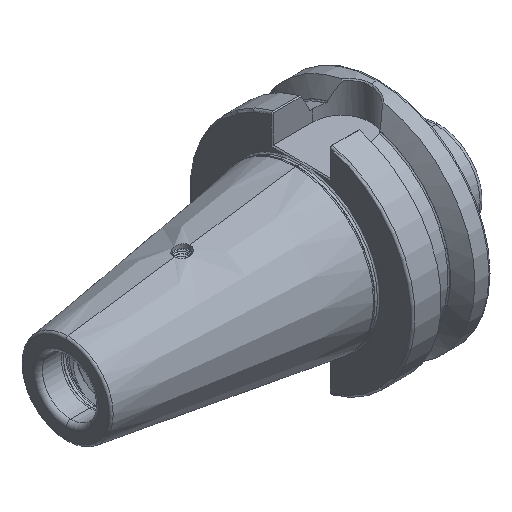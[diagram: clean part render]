
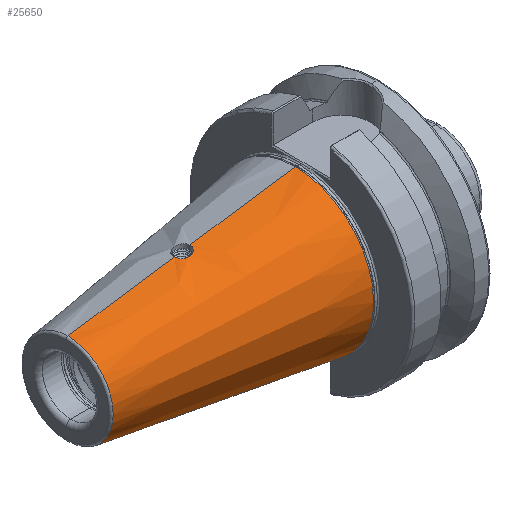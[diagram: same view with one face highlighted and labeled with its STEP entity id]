
A CAD part, isometric view. The second image highlights one B-rep face of the part: STEP entity #25650.
In plain terms, the highlighted conical face has half-angle 8.297 degrees and reference radius 34.998 mm.
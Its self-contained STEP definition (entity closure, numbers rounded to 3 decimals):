
#729 = CARTESIAN_POINT ( 'NONE',  ( -55.297, -2.65, 27.17 ) ) ;
#756 = CARTESIAN_POINT ( 'NONE',  ( -55.116, -2.798, 27.182 ) ) ;
#902 = CARTESIAN_POINT ( 'NONE',  ( -56.5, -0.464, 27.123 ) ) ;
#904 = CARTESIAN_POINT ( 'NONE',  ( -56.408, -0.921, 27.124 ) ) ;
#920 = CARTESIAN_POINT ( 'NONE',  ( -56.051, -1.776, 27.134 ) ) ;
#922 = CARTESIAN_POINT ( 'NONE',  ( -55.787, -2.167, 27.143 ) ) ;
#925 = CARTESIAN_POINT ( 'NONE',  ( -56.5, 0., 27.123 ) ) ;
#1013 = CARTESIAN_POINT ( 'NONE',  ( -54.104, -3.329, 27.27 ) ) ;
#1014 = CARTESIAN_POINT ( 'NONE',  ( -51.437, -3.14, 27.684 ) ) ;
#1015 = CARTESIAN_POINT ( 'NONE',  ( -50.863, -2.781, 27.807 ) ) ;
#1016 = CARTESIAN_POINT ( 'NONE',  ( -49.965, -1.759, 28.021 ) ) ;
#1017 = CARTESIAN_POINT ( 'NONE',  ( -49.5, 0., 28.144 ) ) ;
#1019 = CARTESIAN_POINT ( 'NONE',  ( -49.613, -0.914, 28.113 ) ) ;
#1021 = CARTESIAN_POINT ( 'NONE',  ( -53.205, -3.501, 27.38 ) ) ;
#1023 = CARTESIAN_POINT ( 'NONE',  ( -54.731, -3.051, 27.211 ) ) ;
#1025 = CARTESIAN_POINT ( 'NONE',  ( -52.519, -3.474, 27.485 ) ) ;
#1026 = CARTESIAN_POINT ( 'NONE',  ( -54.529, -3.157, 27.228 ) ) ;
#1027 = CARTESIAN_POINT ( 'NONE',  ( -53.88, -3.395, 27.295 ) ) ;
#1029 = CARTESIAN_POINT ( 'NONE',  ( -51.238, -3.033, 27.725 ) ) ;
#1034 = CARTESIAN_POINT ( 'NONE',  ( -53.432, -3.481, 27.35 ) ) ;
#1044 = CARTESIAN_POINT ( 'NONE',  ( -52.746, -3.498, 27.448 ) ) ;
#1045 = CARTESIAN_POINT ( 'NONE',  ( -49.522, -0.459, 28.138 ) ) ;
#1046 = CARTESIAN_POINT ( 'NONE',  ( -49.5, -0.229, 28.144 ) ) ;
#1051 = CARTESIAN_POINT ( 'NONE',  ( -50.684, -2.634, 27.847 ) ) ;
#1053 = CARTESIAN_POINT ( 'NONE',  ( -52.076, -3.383, 27.561 ) ) ;
#1054 = CARTESIAN_POINT ( 'NONE',  ( -51.857, -3.316, 27.602 ) ) ;
#1055 = CARTESIAN_POINT ( 'NONE',  ( -49.681, -1.133, 28.095 ) ) ;
#1056 = CARTESIAN_POINT ( 'NONE',  ( -49.856, -1.554, 28.05 ) ) ;
#1059 = CARTESIAN_POINT ( 'NONE',  ( -50.364, -2.313, 27.923 ) ) ;
#1062 = CARTESIAN_POINT ( 'NONE',  ( -50.22, -2.138, 27.958 ) ) ;
#1669 = DIRECTION ( 'NONE',  ( 0.99, 0., -0.144 ) ) ;
#1713 = CARTESIAN_POINT ( 'NONE',  ( -2.5, 0., -34.998 ) ) ;
#2275 = DIRECTION ( 'NONE',  ( 0.99, 0., 0.144 ) ) ;
#2288 = CARTESIAN_POINT ( 'NONE',  ( -2.5, 0., 34.998 ) ) ;
#3513 = CARTESIAN_POINT ( 'NONE',  ( -2.5, 0., 0. ) ) ;
#3515 = DIRECTION ( 'NONE',  ( 1., 0., 0. ) ) ;
#3517 = DIRECTION ( 'NONE',  ( 0., 0., -1. ) ) ;
#3779 = VECTOR ( 'NONE', #16963, 1000. ) ;
#3790 = LINE ( 'NONE', #16951, #3779 ) ;
#3875 = LINE ( 'NONE', #2288, #3908 ) ;
#3885 = LINE ( 'NONE', #1713, #3895 ) ;
#3895 = VECTOR ( 'NONE', #1669, 1000. ) ;
#3908 = VECTOR ( 'NONE', #2275, 1000. ) ;
#4331 = CONICAL_SURFACE ( 'NONE', #26275, 34.998, 0.145 ) ;
#4335 = FACE_OUTER_BOUND ( 'NONE', #32563, .T. ) ;
#4413 = B_SPLINE_CURVE_WITH_KNOTS ( 'NONE', 3,
 ( #925, #902, #904, #920, #922, #729, #756, #1023, #1026, #1013, #1027, #1034, #1021, #1044, #1025, #1053, #1054, #1014, #1029, #1015, #1051, #1059, #1062, #1016, #1056, #1055, #1019, #1045, #1046, #1017 ),
 .UNSPECIFIED., .F., .F.,
 ( 4, 2, 2, 2, 2, 2, 2, 2, 2, 2, 2, 2, 2, 2, 4 ),
 ( 0.02, 0.021, 0.023, 0.023, 0.024, 0.025, 0.025, 0.026, 0.027, 0.028, 0.028, 0.029, 0.03, 0.03, 0.031 ),
 .UNSPECIFIED. ) ;
#6852 = EDGE_CURVE ( 'NONE', #19777, #19832, #4413, .T. ) ;
#13883 = AXIS2_PLACEMENT_3D ( 'NONE', #29669, #29646, #29648 ) ;
#13895 = AXIS2_PLACEMENT_3D ( 'NONE', #29854, #29931, #29850 ) ;
#14132 = CIRCLE ( 'NONE', #13883, 34.998 ) ;
#14147 = CIRCLE ( 'NONE', #13895, 20.204 ) ;
#16951 = CARTESIAN_POINT ( 'NONE',  ( -2.5, 0., 34.998 ) ) ;
#16963 = DIRECTION ( 'NONE',  ( 0.99, 0., 0.144 ) ) ;
#19454 = VERTEX_POINT ( 'NONE', #20493 ) ;
#19493 = VERTEX_POINT ( 'NONE', #20550 ) ;
#19510 = VERTEX_POINT ( 'NONE', #20539 ) ;
#19556 = VERTEX_POINT ( 'NONE', #20229 ) ;
#19777 = VERTEX_POINT ( 'NONE', #20307 ) ;
#19832 = VERTEX_POINT ( 'NONE', #20404 ) ;
#20229 = CARTESIAN_POINT ( 'NONE',  ( -2.5, 0., -34.998 ) ) ;
#20307 = CARTESIAN_POINT ( 'NONE',  ( -56.5, 0., 27.123 ) ) ;
#20404 = CARTESIAN_POINT ( 'NONE',  ( -49.5, 0., 28.144 ) ) ;
#20493 = CARTESIAN_POINT ( 'NONE',  ( -103.944, 0., 20.204 ) ) ;
#20539 = CARTESIAN_POINT ( 'NONE',  ( -103.944, 0., -20.204 ) ) ;
#20550 = CARTESIAN_POINT ( 'NONE',  ( -2.5, 0., 34.998 ) ) ;
#25650 = ADVANCED_FACE ( 'NONE', ( #4335 ), #4331, .T. ) ;
#26275 = AXIS2_PLACEMENT_3D ( 'NONE', #3513, #3515, #3517 ) ;
#26650 = EDGE_CURVE ( 'NONE', #19454, #19777, #3790, .T. ) ;
#26760 = EDGE_CURVE ( 'NONE', #19510, #19556, #3885, .T. ) ;
#26823 = EDGE_CURVE ( 'NONE', #19832, #19493, #3875, .T. ) ;
#28816 = EDGE_CURVE ( 'NONE', #19556, #19493, #14132, .T. ) ;
#28840 = EDGE_CURVE ( 'NONE', #19510, #19454, #14147, .T. ) ;
#29646 = DIRECTION ( 'NONE',  ( -1., 0., 0. ) ) ;
#29648 = DIRECTION ( 'NONE',  ( 0., 0., 1. ) ) ;
#29669 = CARTESIAN_POINT ( 'NONE',  ( -2.5, 0., 0. ) ) ;
#29850 = DIRECTION ( 'NONE',  ( 0., 0., 1. ) ) ;
#29854 = CARTESIAN_POINT ( 'NONE',  ( -103.944, 0., 0. ) ) ;
#29931 = DIRECTION ( 'NONE',  ( -1., 0., 0. ) ) ;
#32038 = ORIENTED_EDGE ( 'NONE', *, *, #28816, .T. ) ;
#32049 = ORIENTED_EDGE ( 'NONE', *, *, #26760, .T. ) ;
#32119 = ORIENTED_EDGE ( 'NONE', *, *, #28840, .F. ) ;
#32123 = ORIENTED_EDGE ( 'NONE', *, *, #26823, .F. ) ;
#32138 = ORIENTED_EDGE ( 'NONE', *, *, #26650, .F. ) ;
#32212 = ORIENTED_EDGE ( 'NONE', *, *, #6852, .F. ) ;
#32563 = EDGE_LOOP ( 'NONE', ( #32138, #32119, #32049, #32038, #32123, #32212 ) ) ;
